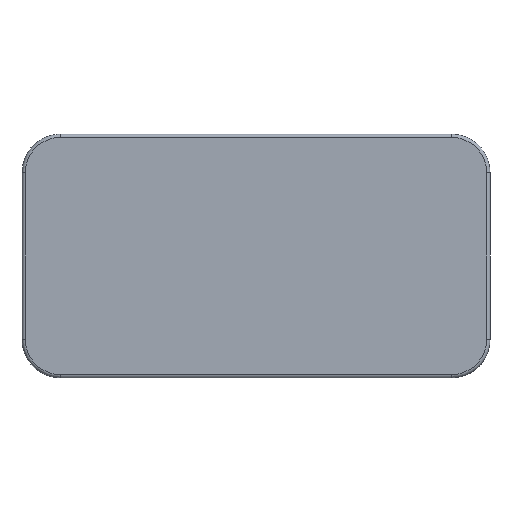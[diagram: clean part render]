
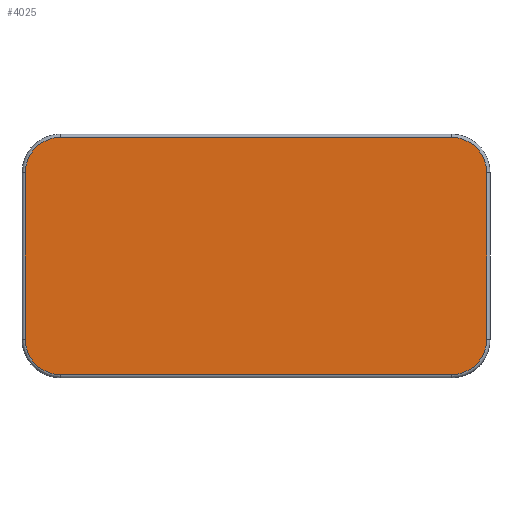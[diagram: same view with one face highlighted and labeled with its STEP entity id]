
A CAD part, front view. The second image highlights one B-rep face of the part: STEP entity #4025.
In plain terms, the highlighted planar face has unit normal (0, -1, 0).
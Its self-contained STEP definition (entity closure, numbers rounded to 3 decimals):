
#64 = AXIS2_PLACEMENT_3D ( 'NONE', #370, #2361, #4858 ) ;
#74 = DIRECTION ( 'NONE',  ( 1., 0., 0. ) ) ;
#168 = AXIS2_PLACEMENT_3D ( 'NONE', #5123, #1209, #623 ) ;
#230 = VECTOR ( 'NONE', #3254, 1000. ) ;
#317 = ORIENTED_EDGE ( 'NONE', *, *, #1530, .T. ) ;
#370 = CARTESIAN_POINT ( 'NONE',  ( 30.5, -4.9, -13. ) ) ;
#513 = DIRECTION ( 'NONE',  ( 0., 0., -1. ) ) ;
#568 = EDGE_CURVE ( 'NONE', #1710, #6050, #3665, .T. ) ;
#614 = VERTEX_POINT ( 'NONE', #1489 ) ;
#623 = DIRECTION ( 'NONE',  ( 0., 0., -1. ) ) ;
#658 = ORIENTED_EDGE ( 'NONE', *, *, #2333, .T. ) ;
#806 = CIRCLE ( 'NONE', #64, 5.5 ) ;
#882 = AXIS2_PLACEMENT_3D ( 'NONE', #3070, #2599, #513 ) ;
#998 = LINE ( 'NONE', #3107, #5402 ) ;
#1002 = EDGE_CURVE ( 'NONE', #4182, #614, #1645, .T. ) ;
#1031 = CARTESIAN_POINT ( 'NONE',  ( -30.5, -4.9, 18.5 ) ) ;
#1143 = EDGE_LOOP ( 'NONE', ( #4726, #2511, #658, #5599, #2956, #5722, #3069, #317 ) ) ;
#1183 = FACE_OUTER_BOUND ( 'NONE', #1143, .T. ) ;
#1209 = DIRECTION ( 'NONE',  ( 0., -1., 0. ) ) ;
#1256 = DIRECTION ( 'NONE',  ( -1., 0., 0. ) ) ;
#1489 = CARTESIAN_POINT ( 'NONE',  ( 36., -4.9, 13. ) ) ;
#1516 = DIRECTION ( 'NONE',  ( 0., -1., 0. ) ) ;
#1530 = EDGE_CURVE ( 'NONE', #2831, #3647, #3946, .T. ) ;
#1547 = DIRECTION ( 'NONE',  ( 0., 0., -1. ) ) ;
#1645 = LINE ( 'NONE', #3210, #230 ) ;
#1700 = DIRECTION ( 'NONE',  ( 0., -1., 0. ) ) ;
#1710 = VERTEX_POINT ( 'NONE', #2436 ) ;
#2034 = VECTOR ( 'NONE', #1256, 1000. ) ;
#2134 = AXIS2_PLACEMENT_3D ( 'NONE', #3664, #1700, #5708 ) ;
#2333 = EDGE_CURVE ( 'NONE', #6050, #5658, #2555, .T. ) ;
#2361 = DIRECTION ( 'NONE',  ( 0., -1., 0. ) ) ;
#2436 = CARTESIAN_POINT ( 'NONE',  ( -36., -4.9, -13. ) ) ;
#2511 = ORIENTED_EDGE ( 'NONE', *, *, #568, .T. ) ;
#2555 = LINE ( 'NONE', #4568, #4793 ) ;
#2599 = DIRECTION ( 'NONE',  ( 0., -1., 0. ) ) ;
#2738 = LINE ( 'NONE', #2771, #2034 ) ;
#2765 = CARTESIAN_POINT ( 'NONE',  ( 30.5, -4.9, -18.5 ) ) ;
#2771 = CARTESIAN_POINT ( 'NONE',  ( 0., -4.9, 18.5 ) ) ;
#2810 = CARTESIAN_POINT ( 'NONE',  ( 36., -4.9, -13. ) ) ;
#2831 = VERTEX_POINT ( 'NONE', #1031 ) ;
#2864 = EDGE_CURVE ( 'NONE', #3647, #1710, #998, .T. ) ;
#2956 = ORIENTED_EDGE ( 'NONE', *, *, #1002, .T. ) ;
#3040 = AXIS2_PLACEMENT_3D ( 'NONE', #4022, #1516, #4432 ) ;
#3069 = ORIENTED_EDGE ( 'NONE', *, *, #4102, .T. ) ;
#3070 = CARTESIAN_POINT ( 'NONE',  ( 30.5, -4.9, 13. ) ) ;
#3107 = CARTESIAN_POINT ( 'NONE',  ( -36., -4.9, 0. ) ) ;
#3210 = CARTESIAN_POINT ( 'NONE',  ( 36., -4.9, 0. ) ) ;
#3254 = DIRECTION ( 'NONE',  ( 0., 0., 1. ) ) ;
#3412 = CIRCLE ( 'NONE', #882, 5.5 ) ;
#3647 = VERTEX_POINT ( 'NONE', #3802 ) ;
#3664 = CARTESIAN_POINT ( 'NONE',  ( 0., -4.9, 0. ) ) ;
#3665 = CIRCLE ( 'NONE', #3040, 5.5 ) ;
#3802 = CARTESIAN_POINT ( 'NONE',  ( -36., -4.9, 13. ) ) ;
#3946 = CIRCLE ( 'NONE', #168, 5.5 ) ;
#4022 = CARTESIAN_POINT ( 'NONE',  ( -30.5, -4.9, -13. ) ) ;
#4025 = ADVANCED_FACE ( 'NONE', ( #1183 ), #4118, .T. ) ;
#4102 = EDGE_CURVE ( 'NONE', #5061, #2831, #2738, .T. ) ;
#4118 = PLANE ( 'NONE',  #2134 ) ;
#4182 = VERTEX_POINT ( 'NONE', #2810 ) ;
#4276 = CARTESIAN_POINT ( 'NONE',  ( -30.5, -4.9, -18.5 ) ) ;
#4432 = DIRECTION ( 'NONE',  ( 0., 0., -1. ) ) ;
#4568 = CARTESIAN_POINT ( 'NONE',  ( 0., -4.9, -18.5 ) ) ;
#4726 = ORIENTED_EDGE ( 'NONE', *, *, #2864, .T. ) ;
#4793 = VECTOR ( 'NONE', #74, 1000. ) ;
#4858 = DIRECTION ( 'NONE',  ( 0., 0., -1. ) ) ;
#5061 = VERTEX_POINT ( 'NONE', #5459 ) ;
#5123 = CARTESIAN_POINT ( 'NONE',  ( -30.5, -4.9, 13. ) ) ;
#5402 = VECTOR ( 'NONE', #1547, 1000. ) ;
#5459 = CARTESIAN_POINT ( 'NONE',  ( 30.5, -4.9, 18.5 ) ) ;
#5599 = ORIENTED_EDGE ( 'NONE', *, *, #5608, .T. ) ;
#5608 = EDGE_CURVE ( 'NONE', #5658, #4182, #806, .T. ) ;
#5658 = VERTEX_POINT ( 'NONE', #2765 ) ;
#5708 = DIRECTION ( 'NONE',  ( 0., 0., -1. ) ) ;
#5722 = ORIENTED_EDGE ( 'NONE', *, *, #6140, .T. ) ;
#6050 = VERTEX_POINT ( 'NONE', #4276 ) ;
#6140 = EDGE_CURVE ( 'NONE', #614, #5061, #3412, .T. ) ;
